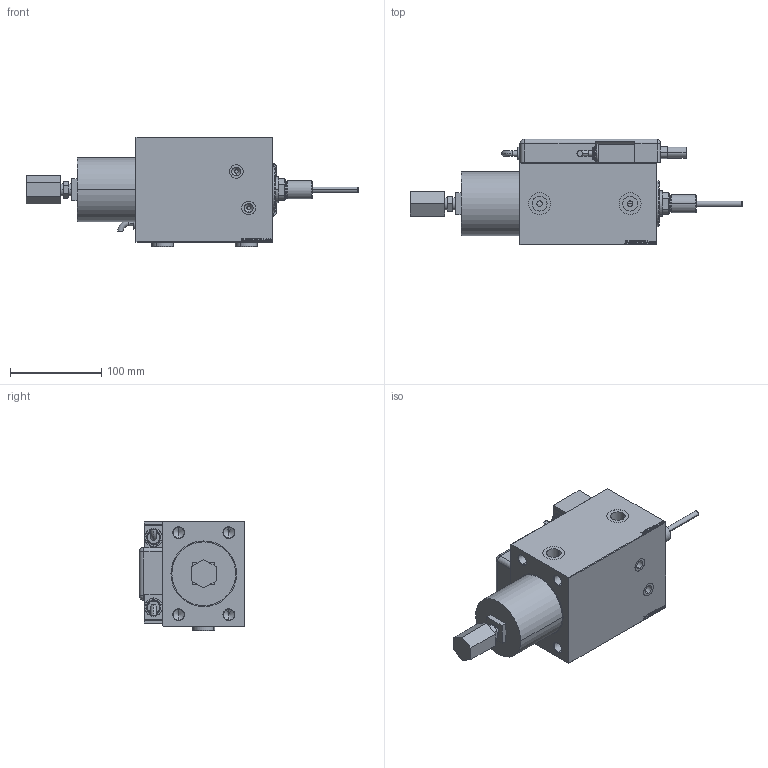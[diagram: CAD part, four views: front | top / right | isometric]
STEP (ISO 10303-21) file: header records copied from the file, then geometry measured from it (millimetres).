
FILE_DESCRIPTION (( 'STEP AP203' ), '1' );
FILE_NAME ('bc2c.STEP', '2022-04-17T16:40:58', ( '' ), ( '' ), 'SwSTEP 2.0', 'SolidWorks 2019', '' );
FILE_SCHEMA (( 'CONFIG_CONTROL_DESIGN' ));
Length unit declared in the file: millimetre
Products named in the file (12): KRYT 8c466e5502c2a00f39d18f5aa79c7fbc; SWITCH_Q_FRONT_BACK 8c466e5502c2a00f39d18f5aa79c7fbc; V450DCP_B_VCP 8c466e5502c2a00f39d18f5aa79c7fbc; V450CP_MALE_METRIC 8c466e5502c2a00f39d18f5aa79c7fbc; PLUG 8c466e5502c2a00f39d18f5aa79c7fbc; bc2c; SWITCH Q 8c466e5502c2a00f39d18f5aa79c7fbc; V450DCP_VC_B 8c466e5502c2a00f39d18f5aa79c7fbc; V450DCP_B_RodCooling_ACCESSORIES 8c466e5502c2a00f39d18f5aa79c7fbc; MAGNETIC SWITCH Q 8c466e5502c2a00f39d18f5aa79c7fbc; V450DCP_B_Body 8c466e5502c2a00f39d18f5aa79c7fbc; TYC 8c466e5502c2a00f39d18f5aa79c7fbc
Assembly tree (13 placements, depth 3):
  bc2c
    V450DCP_B_Body 8c466e5502c2a00f39d18f5aa79c7fbc
    V450DCP_B_VCP 8c466e5502c2a00f39d18f5aa79c7fbc
    V450DCP_VC_B 8c466e5502c2a00f39d18f5aa79c7fbc
    V450DCP_B_RodCooling_ACCESSORIES 8c466e5502c2a00f39d18f5aa79c7fbc
    MAGNETIC SWITCH Q 8c466e5502c2a00f39d18f5aa79c7fbc
      SWITCH_Q_FRONT_BACK 8c466e5502c2a00f39d18f5aa79c7fbc
      TYC 8c466e5502c2a00f39d18f5aa79c7fbc
      KRYT 8c466e5502c2a00f39d18f5aa79c7fbc
      SWITCH Q 8c466e5502c2a00f39d18f5aa79c7fbc  x2
    V450CP_MALE_METRIC 8c466e5502c2a00f39d18f5aa79c7fbc
    PLUG 8c466e5502c2a00f39d18f5aa79c7fbc  x2
Bounding box: 363.7 x 115.8 x 119.9 mm (x, y, z)
Volume: 1807772.3 mm3; surface area: 264546.6 mm2
Topology: 13 solids, 13 shells, 1364 faces, 3412 edges, 2224 vertices
Faces by surface type: plane 650, bspline 471, cylinder 149, cone 68, torus 24, sphere 2
Entity records: 62308 total; most frequent: CARTESIAN_POINT 32725, ORIENTED_EDGE 6520, DIRECTION 4348, EDGE_CURVE 3260, VERTEX_POINT 2140, LINE 1930, VECTOR 1930, EDGE_LOOP 1488
